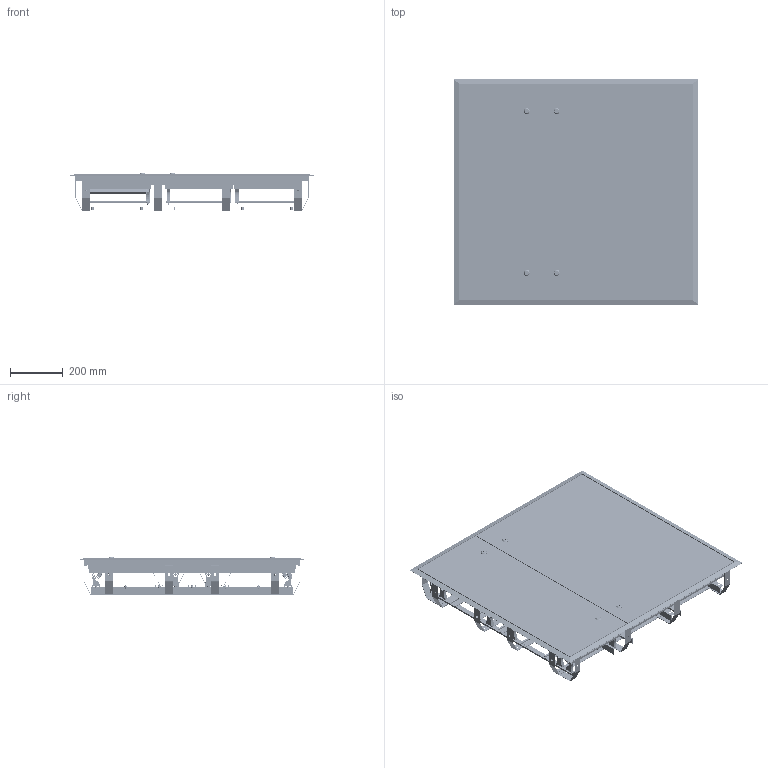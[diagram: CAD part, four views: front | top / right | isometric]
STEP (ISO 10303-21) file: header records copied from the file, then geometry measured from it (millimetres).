
FILE_DESCRIPTION (( 'STEP AP214' ), '1' );
FILE_NAME ('ÙÐâ-180.STEP', '2021-04-08T08:34:21', ( '' ), ( '' ), 'SwSTEP 2.0', 'SolidWorks 2017', '' );
FILE_SCHEMA (( 'AUTOMOTIVE_DESIGN' ));
Length unit declared in the file: millimetre
Products named in the file (23): Dver_Universal_剞ｭ-180; Stoika Shin_‘â®©ª  ¤«ï è¨­; Panel_剞ｭ-120; Óñèëèòåëü âåðòèêàëüíûé ñðåäíèé_¢¥àâ¨ª « æ¥­âà «ì­ë©; ����������_���-180,216 (���); �������� ������������_���-180; 栺鍣罻_櫇襛醂1,5 洵; 玉桦栩咫黖-00; Óñèëèòåëü ãîðèçîíòàëüíûé; Óñèëèòåëü ãîðèçîíòàëüíûé_623ìì_883 (­¨§); Klipsa; Support; DIN-Reika_18 ｢箘ｬ箘｢; ����������_���-180, 216; Stoika pan; ������� ���������_���-120; Dver_Universal_剞ｭ-120; Óñèëèòåëü ãîðèçîíòàëüíûé_623ìì_883; Óñèëèòåëü âåðòèêàëüíûé_¢¥àâ¨ª «; ��������_���-180; Âèíò_ðåçüáîâûäàâëèâàþùèé_Œ4å9; ÙÐâ-180
Assembly tree (101 placements, depth 4):
  ÙÐâ-180
    �������� ������������_���-180
      ��������_���-180
      ����������_���-180, 216
        Óñèëèòåëü ãîðèçîíòàëüíûé_623ìì_883
        Óñèëèòåëü âåðòèêàëüíûé_¢¥àâ¨ª «  x2
        Óñèëèòåëü âåðòèêàëüíûé ñðåäíèé_¢¥àâ¨ª « æ¥­âà «ì­ë©
      ����������_���-180,216 (���)
        Óñèëèòåëü ãîðèçîíòàëüíûé_623ìì_883 (­¨§)
        Óñèëèòåëü âåðòèêàëüíûé_¢¥àâ¨ª «  x2
        Óñèëèòåëü âåðòèêàëüíûé ñðåäíèé_¢¥àâ¨ª « æ¥­âà «ì­ë©
      Óñèëèòåëü ãîðèçîíòàëüíûé_623ìì_883  x2
      Óñèëèòåëü ãîðèçîíòàëüíûé  x2
      玉桦栩咫黖-00
    ������� ���������_���-120  x6
    Panel_剞ｭ-120  x3
      Panel_剞ｭ-120
      Klipsa
      Stoika pan
    Stoika Shin_‘â®©ª  ¤«ï è¨­  x4
    Support  x3
    栺鍣罻_櫇襛醂1,5 洵  x4
    Dver_Universal_剞ｭ-180
    Dver_Universal_剞ｭ-120
    DIN-Reika_18 ｢箘ｬ箘｢  x15
    Âèíò_ðåçüáîâûäàâëèâàþùèé_Œ4å9  x30
Bounding box: 922.2 x 855.2 x 141.9 mm (x, y, z)
Volume: 3383923 mm3; surface area: 5481362.9 mm2
Topology: 137 solids, 137 shells, 7784 faces, 19510 edges, 12068 vertices
Faces by surface type: plane 4038, cylinder 1916, bspline 888, torus 500, sphere 300, cone 142
Entity records: 43603 total; most frequent: CARTESIAN_POINT 9144, DIRECTION 6902, ORIENTED_EDGE 6814, EDGE_CURVE 3407, LINE 2400, VECTOR 2400, AXIS2_PLACEMENT_3D 2251, VERTEX_POINT 2175
